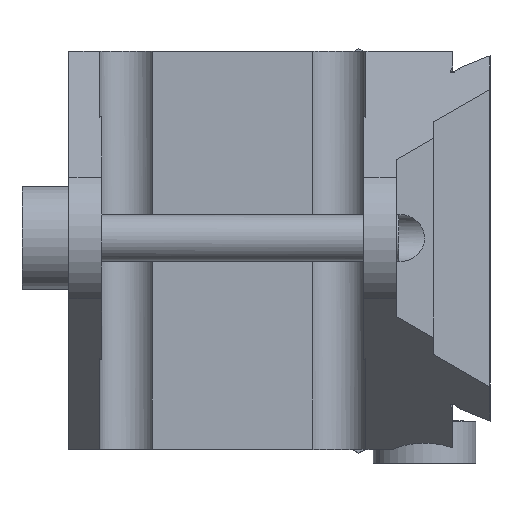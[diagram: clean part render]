
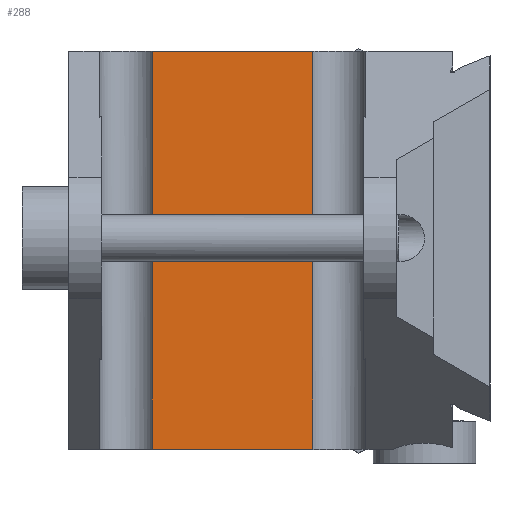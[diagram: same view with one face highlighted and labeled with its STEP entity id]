
A CAD part, top view. The second image highlights one B-rep face of the part: STEP entity #288.
In plain terms, the highlighted planar face has unit normal (0, 0, 1).
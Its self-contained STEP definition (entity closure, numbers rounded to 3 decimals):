
#69=FACE_BOUND('',#643,.T.);
#70=FACE_BOUND('',#644,.T.);
#184=PLANE('',#3093);
#288=ADVANCED_FACE('',(#69,#70),#184,.F.);
#643=EDGE_LOOP('',(#1070,#1071,#1072,#1073));
#644=EDGE_LOOP('',(#1074,#1075,#1076,#1077));
#1070=ORIENTED_EDGE('',*,*,#2169,.T.);
#1071=ORIENTED_EDGE('',*,*,#2170,.T.);
#1072=ORIENTED_EDGE('',*,*,#2171,.F.);
#1073=ORIENTED_EDGE('',*,*,#2172,.F.);
#1074=ORIENTED_EDGE('',*,*,#2173,.T.);
#1075=ORIENTED_EDGE('',*,*,#2168,.F.);
#1076=ORIENTED_EDGE('',*,*,#2174,.T.);
#1077=ORIENTED_EDGE('',*,*,#2175,.T.);
#1838=VERTEX_POINT('',#4487);
#1839=VERTEX_POINT('',#4498);
#1840=VERTEX_POINT('',#4502);
#1841=VERTEX_POINT('',#4503);
#1842=VERTEX_POINT('',#4505);
#1843=VERTEX_POINT('',#4507);
#1844=VERTEX_POINT('',#4510);
#1845=VERTEX_POINT('',#4512);
#2168=EDGE_CURVE('',#1839,#1838,#2571,.T.);
#2169=EDGE_CURVE('',#1840,#1841,#2572,.T.);
#2170=EDGE_CURVE('',#1841,#1842,#2573,.T.);
#2171=EDGE_CURVE('',#1843,#1842,#2574,.T.);
#2172=EDGE_CURVE('',#1840,#1843,#2575,.T.);
#2173=EDGE_CURVE('',#1844,#1838,#2576,.T.);
#2174=EDGE_CURVE('',#1839,#1845,#2577,.T.);
#2175=EDGE_CURVE('',#1845,#1844,#2578,.T.);
#2571=LINE('',#4499,#2859);
#2572=LINE('',#4501,#2860);
#2573=LINE('',#4504,#2861);
#2574=LINE('',#4506,#2862);
#2575=LINE('',#4508,#2863);
#2576=LINE('',#4509,#2864);
#2577=LINE('',#4511,#2865);
#2578=LINE('',#4513,#2866);
#2859=VECTOR('',#3501,1.);
#2860=VECTOR('',#3504,1.);
#2861=VECTOR('',#3505,1.);
#2862=VECTOR('',#3506,1.);
#2863=VECTOR('',#3507,1.);
#2864=VECTOR('',#3508,1.);
#2865=VECTOR('',#3509,1.);
#2866=VECTOR('',#3510,1.);
#3093=AXIS2_PLACEMENT_3D('',#4514,#3511,#3512);
#3501=DIRECTION('',(0.,1.,0.));
#3504=DIRECTION('',(0.,1.,0.));
#3505=DIRECTION('',(1.,0.,0.));
#3506=DIRECTION('',(0.,1.,0.));
#3507=DIRECTION('',(1.,0.,0.));
#3508=DIRECTION('',(-1.,0.,0.));
#3509=DIRECTION('',(1.,0.,0.));
#3510=DIRECTION('',(0.,1.,0.));
#3511=DIRECTION('',(0.,0.,-1.));
#3512=DIRECTION('',(0.,-1.,0.));
#4487=CARTESIAN_POINT('',(-64.146,40.,-21.));
#4498=CARTESIAN_POINT('',(-64.146,-45.,-21.));
#4499=CARTESIAN_POINT('',(-64.146,-2.5,-21.));
#4501=CARTESIAN_POINT('',(-52.,0.,-21.));
#4502=CARTESIAN_POINT('',(-52.,-1.5,-21.));
#4503=CARTESIAN_POINT('',(-52.,1.5,-21.));
#4504=CARTESIAN_POINT('',(-64.146,1.5,-21.));
#4505=CARTESIAN_POINT('',(-42.,1.5,-21.));
#4506=CARTESIAN_POINT('',(-42.,0.,-21.));
#4507=CARTESIAN_POINT('',(-42.,-1.5,-21.));
#4508=CARTESIAN_POINT('',(-64.146,-1.5,-21.));
#4509=CARTESIAN_POINT('',(-47.,40.,-21.));
#4510=CARTESIAN_POINT('',(-29.854,40.,-21.));
#4511=CARTESIAN_POINT('',(-47.,-45.,-21.));
#4512=CARTESIAN_POINT('',(-29.854,-45.,-21.));
#4513=CARTESIAN_POINT('',(-29.854,-2.5,-21.));
#4514=CARTESIAN_POINT('',(-64.146,0.,-21.));
